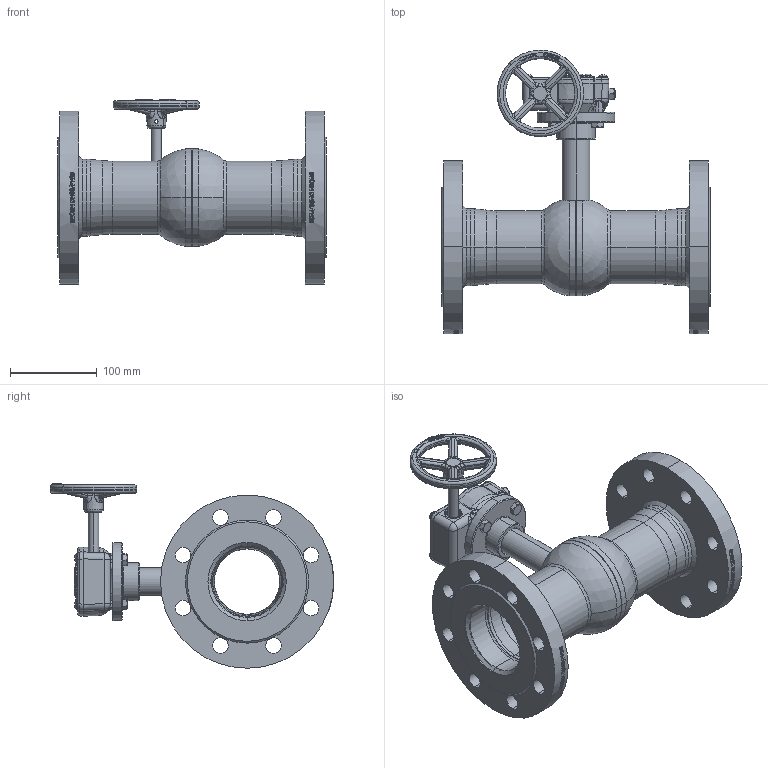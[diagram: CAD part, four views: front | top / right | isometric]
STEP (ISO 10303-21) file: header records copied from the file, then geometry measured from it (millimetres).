
FILE_DESCRIPTION (( 'STEP AP214' ), '1' );
FILE_NAME ('8500425080 480.step', '2025-05-29T08:13:29', ( '' ), ( '' ), 'SwSTEP 2.0', 'SolidWorks 2023', '' );
FILE_SCHEMA (( 'AUTOMOTIVE_DESIGN' ));
Length unit declared in the file: millimetre
Products named in the file (1): 8500425080 480
Bounding box: 310 x 327.24 x 213 mm (x, y, z)
Surface area: 343214.4 mm2 (no closed solid volume)
Topology: 0 solids, 36 shells, 938 faces, 3154 edges, 2177 vertices
Faces by surface type: plane 293, bspline 235, cylinder 207, cone 127, torus 54, sphere 22
Entity records: 64804 total; most frequent: CARTESIAN_POINT 40552, ORIENTED_EDGE 5109, DIRECTION 4323, EDGE_CURVE 3150, VERTEX_POINT 2177, AXIS2_PLACEMENT_3D 1689, B_SPLINE_CURVE_WITH_KNOTS 1080, EDGE_LOOP 1055
